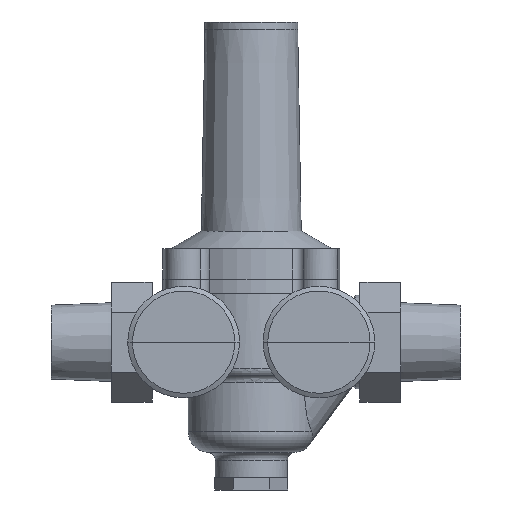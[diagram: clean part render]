
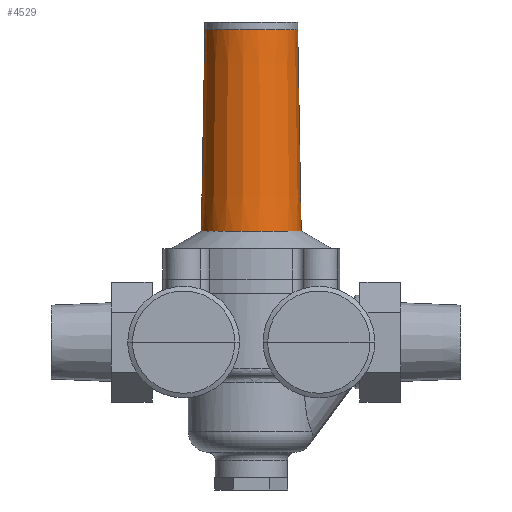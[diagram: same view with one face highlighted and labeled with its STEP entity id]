
A CAD part, front view. The second image highlights one B-rep face of the part: STEP entity #4529.
In plain terms, the highlighted conical face has half-angle 1 degrees and reference radius 29.723 mm.
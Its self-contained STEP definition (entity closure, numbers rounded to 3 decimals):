
#4340=CARTESIAN_POINT('Vertex',(-29.5,0.,198.5)) ;
#4344=CARTESIAN_POINT('Control Point',(29.5,0.,198.5)) ;
#4345=CARTESIAN_POINT('Control Point',(29.5,-4.634,198.5)) ;
#4346=CARTESIAN_POINT('Control Point',(28.59,-9.268,198.5)) ;
#4347=CARTESIAN_POINT('Control Point',(26.77,-13.663,198.5)) ;
#4348=CARTESIAN_POINT('Control Point',(21.503,-21.503,198.5)) ;
#4349=CARTESIAN_POINT('Control Point',(13.663,-26.77,198.5)) ;
#4350=CARTESIAN_POINT('Control Point',(9.268,-28.59,198.5)) ;
#4351=CARTESIAN_POINT('Control Point',(0.,-30.41,198.5)) ;
#4352=CARTESIAN_POINT('Control Point',(-9.268,-28.59,198.5)) ;
#4353=CARTESIAN_POINT('Control Point',(-13.663,-26.77,198.5)) ;
#4354=CARTESIAN_POINT('Control Point',(-21.503,-21.503,198.5)) ;
#4355=CARTESIAN_POINT('Control Point',(-26.77,-13.663,198.5)) ;
#4356=CARTESIAN_POINT('Control Point',(-28.59,-9.268,198.5)) ;
#4357=CARTESIAN_POINT('Control Point',(-29.5,-4.634,198.5)) ;
#4358=CARTESIAN_POINT('Control Point',(-29.5,0.,198.5)) ;
#4359=CARTESIAN_POINT('Vertex',(29.5,0.,198.5)) ;
#4408=CARTESIAN_POINT('Control Point',(-31.732,0.,70.624)) ;
#4409=CARTESIAN_POINT('Control Point',(-31.732,-4.984,70.624)) ;
#4410=CARTESIAN_POINT('Control Point',(-30.753,-9.969,70.624)) ;
#4411=CARTESIAN_POINT('Control Point',(-28.795,-14.697,70.624)) ;
#4412=CARTESIAN_POINT('Control Point',(-23.13,-23.13,70.624)) ;
#4413=CARTESIAN_POINT('Control Point',(-14.697,-28.795,70.624)) ;
#4414=CARTESIAN_POINT('Control Point',(-9.969,-30.753,70.624)) ;
#4415=CARTESIAN_POINT('Control Point',(0.,-32.711,70.624)) ;
#4416=CARTESIAN_POINT('Control Point',(9.969,-30.753,70.624)) ;
#4417=CARTESIAN_POINT('Control Point',(14.697,-28.795,70.624)) ;
#4418=CARTESIAN_POINT('Control Point',(23.13,-23.13,70.624)) ;
#4419=CARTESIAN_POINT('Control Point',(28.795,-14.697,70.624)) ;
#4420=CARTESIAN_POINT('Control Point',(30.753,-9.969,70.624)) ;
#4421=CARTESIAN_POINT('Control Point',(31.732,-4.984,70.624)) ;
#4422=CARTESIAN_POINT('Control Point',(31.732,0.,70.624)) ;
#4423=CARTESIAN_POINT('Vertex',(-31.732,0.,70.624)) ;
#4425=CARTESIAN_POINT('Vertex',(31.732,0.,70.624)) ;
#4510=CARTESIAN_POINT('Axis2P3D Location',(0.,0.,185.712)) ;
#4516=CARTESIAN_POINT('Control Point',(-31.732,0.,70.624)) ;
#4517=CARTESIAN_POINT('Control Point',(-29.5,0.,198.5)) ;
#4520=CARTESIAN_POINT('Control Point',(29.5,0.,198.5)) ;
#4521=CARTESIAN_POINT('Control Point',(31.732,0.,70.624)) ;
#4511=DIRECTION('Axis2P3D Direction',(0.,0.,-1.)) ;
#4512=DIRECTION('Axis2P3D XDirection',(1.,0.,0.)) ;
#4513=AXIS2_PLACEMENT_3D('Cone Axis2P3D',#4510,#4511,#4512) ;
#4514=CONICAL_SURFACE('Cone',#4513,29.723,0.017) ;
#4361=EDGE_CURVE('',#4360,#4341,#4343,.T.) ;
#4427=EDGE_CURVE('',#4424,#4426,#4407,.T.) ;
#4518=EDGE_CURVE('',#4424,#4341,#4515,.T.) ;
#4522=EDGE_CURVE('',#4360,#4426,#4519,.T.) ;
#4524=ORIENTED_EDGE('',*,*,#4518,.F.) ;
#4525=ORIENTED_EDGE('',*,*,#4427,.T.) ;
#4526=ORIENTED_EDGE('',*,*,#4522,.F.) ;
#4527=ORIENTED_EDGE('',*,*,#4361,.T.) ;
#4523=EDGE_LOOP('',(#4524,#4525,#4526,#4527)) ;
#4341=VERTEX_POINT('',#4340) ;
#4360=VERTEX_POINT('',#4359) ;
#4424=VERTEX_POINT('',#4423) ;
#4426=VERTEX_POINT('',#4425) ;
#4529=ADVANCED_FACE('Solid6',(#4528),#4514,.T.) ;
#4343=B_SPLINE_CURVE_WITH_KNOTS('',5,(#4344,#4345,#4346,#4347,#4348,#4349,#4350,#4351,#4352,#4353,#4354,#4355,#4356,#4357,#4358),.UNSPECIFIED.,.F.,.U.,(6,3,3,3,6),(-3.142,-2.356,-1.571,-0.785,0.),.UNSPECIFIED.) ;
#4407=B_SPLINE_CURVE_WITH_KNOTS('',5,(#4408,#4409,#4410,#4411,#4412,#4413,#4414,#4415,#4416,#4417,#4418,#4419,#4420,#4421,#4422),.UNSPECIFIED.,.F.,.U.,(6,3,3,3,6),(0.628,1.414,2.199,2.985,3.77),.UNSPECIFIED.) ;
#4515=B_SPLINE_CURVE_WITH_KNOTS('',1,(#4516,#4517),.UNSPECIFIED.,.F.,.U.,(2,2),(0.,0.42),.UNSPECIFIED.) ;
#4519=B_SPLINE_CURVE_WITH_KNOTS('',1,(#4520,#4521),.UNSPECIFIED.,.F.,.U.,(2,2),(0.,0.42),.UNSPECIFIED.) ;
#4528=FACE_OUTER_BOUND('',#4523,.T.) ;
